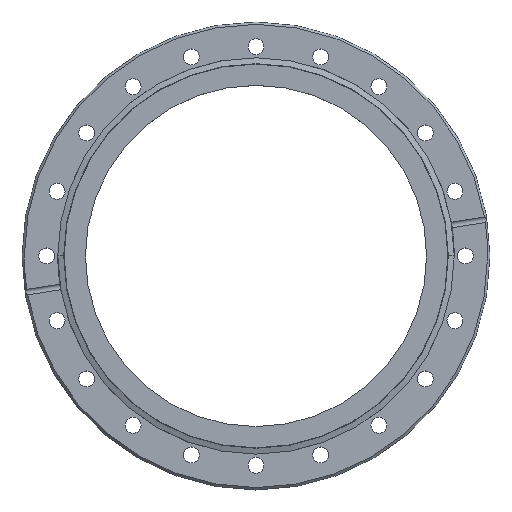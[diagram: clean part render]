
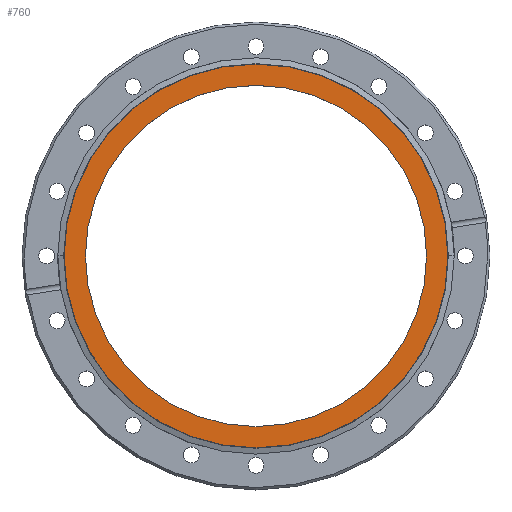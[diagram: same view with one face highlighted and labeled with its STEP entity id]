
A CAD part, top view. The second image highlights one B-rep face of the part: STEP entity #760.
In plain terms, the highlighted planar face has unit normal (0, 0, 1).
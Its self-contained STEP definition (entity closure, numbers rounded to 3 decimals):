
#74 = DIRECTION ( 'NONE',  ( 1., 0., 0. ) ) ;
#139 = FACE_BOUND ( 'NONE', #1193, .T. ) ;
#246 = VERTEX_POINT ( 'NONE', #1880 ) ;
#314 = EDGE_CURVE ( 'NONE', #246, #1418, #2796, .T. ) ;
#318 = CARTESIAN_POINT ( 'NONE',  ( -73.8, 0., -1.2 ) ) ;
#384 = CARTESIAN_POINT ( 'NONE',  ( 0., 0., -1.2 ) ) ;
#427 = AXIS2_PLACEMENT_3D ( 'NONE', #384, #2087, #615 ) ;
#534 = DIRECTION ( 'NONE',  ( 1., 0., 0. ) ) ;
#592 = PLANE ( 'NONE',  #2888 ) ;
#615 = DIRECTION ( 'NONE',  ( 1., 0., 0. ) ) ;
#622 = AXIS2_PLACEMENT_3D ( 'NONE', #2876, #1562, #74 ) ;
#635 = CARTESIAN_POINT ( 'NONE',  ( 0., 0., -1.2 ) ) ;
#739 = ORIENTED_EDGE ( 'NONE', *, *, #2181, .T. ) ;
#760 = ADVANCED_FACE ( 'NONE', ( #2654, #139 ), #592, .T. ) ;
#1036 = DIRECTION ( 'NONE',  ( 1., 0., 0. ) ) ;
#1043 = DIRECTION ( 'NONE',  ( 0., 0., -1. ) ) ;
#1093 = CARTESIAN_POINT ( 'NONE',  ( 0., 0., -1.2 ) ) ;
#1103 = ORIENTED_EDGE ( 'NONE', *, *, #2396, .T. ) ;
#1168 = ORIENTED_EDGE ( 'NONE', *, *, #2467, .T. ) ;
#1193 = EDGE_LOOP ( 'NONE', ( #1168, #2345 ) ) ;
#1194 = DIRECTION ( 'NONE',  ( 0., 0., 1. ) ) ;
#1242 = VERTEX_POINT ( 'NONE', #2197 ) ;
#1291 = CARTESIAN_POINT ( 'NONE',  ( 0., 0., -1.2 ) ) ;
#1300 = CARTESIAN_POINT ( 'NONE',  ( 82.998, 0., -1.2 ) ) ;
#1413 = AXIS2_PLACEMENT_3D ( 'NONE', #1093, #1043, #1036 ) ;
#1418 = VERTEX_POINT ( 'NONE', #318 ) ;
#1530 = DIRECTION ( 'NONE',  ( 1., 0., 0. ) ) ;
#1562 = DIRECTION ( 'NONE',  ( 0., 0., -1. ) ) ;
#1880 = CARTESIAN_POINT ( 'NONE',  ( 73.8, 0., -1.2 ) ) ;
#1923 = CIRCLE ( 'NONE', #622, 73.8 ) ;
#2062 = EDGE_LOOP ( 'NONE', ( #1103, #739 ) ) ;
#2087 = DIRECTION ( 'NONE',  ( 0., 0., 1. ) ) ;
#2181 = EDGE_CURVE ( 'NONE', #1242, #2455, #2332, .T. ) ;
#2197 = CARTESIAN_POINT ( 'NONE',  ( -82.998, 0., -1.2 ) ) ;
#2332 = CIRCLE ( 'NONE', #427, 82.998 ) ;
#2345 = ORIENTED_EDGE ( 'NONE', *, *, #314, .T. ) ;
#2396 = EDGE_CURVE ( 'NONE', #2455, #1242, #2575, .T. ) ;
#2455 = VERTEX_POINT ( 'NONE', #1300 ) ;
#2467 = EDGE_CURVE ( 'NONE', #1418, #246, #1923, .T. ) ;
#2575 = CIRCLE ( 'NONE', #2587, 82.998 ) ;
#2587 = AXIS2_PLACEMENT_3D ( 'NONE', #1291, #2854, #1530 ) ;
#2654 = FACE_OUTER_BOUND ( 'NONE', #2062, .T. ) ;
#2796 = CIRCLE ( 'NONE', #1413, 73.8 ) ;
#2854 = DIRECTION ( 'NONE',  ( 0., 0., 1. ) ) ;
#2876 = CARTESIAN_POINT ( 'NONE',  ( 0., 0., -1.2 ) ) ;
#2888 = AXIS2_PLACEMENT_3D ( 'NONE', #635, #1194, #534 ) ;
